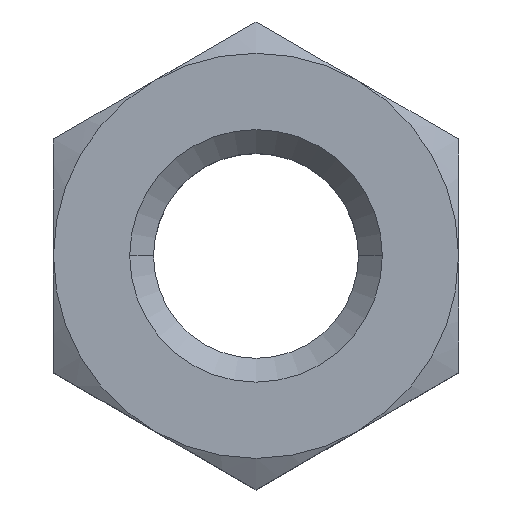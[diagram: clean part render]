
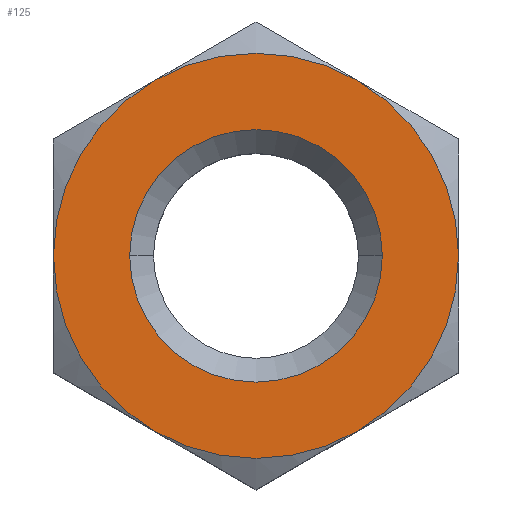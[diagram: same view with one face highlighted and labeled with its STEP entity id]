
A CAD part, top view. The second image highlights one B-rep face of the part: STEP entity #125.
In plain terms, the highlighted planar face has unit normal (0, 0, 1).
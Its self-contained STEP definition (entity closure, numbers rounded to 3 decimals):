
#8 = EDGE_CURVE ( 'NONE', #728, #725, #717, .T. ) ;
#12 = EDGE_CURVE ( 'NONE', #723, #700, #738, .T. ) ;
#18 = EDGE_CURVE ( 'NONE', #725, #714, #741, .T. ) ;
#34 = EDGE_CURVE ( 'NONE', #700, #723, #774, .T. ) ;
#47 = EDGE_CURVE ( 'NONE', #714, #695, #763, .T. ) ;
#48 = EDGE_CURVE ( 'NONE', #695, #705, #742, .T. ) ;
#50 = AXIS2_PLACEMENT_3D ( 'NONE', #220, #206, #210 ) ;
#52 = AXIS2_PLACEMENT_3D ( 'NONE', #345, #355, #346 ) ;
#54 = EDGE_CURVE ( 'NONE', #705, #698, #769, .T. ) ;
#57 = AXIS2_PLACEMENT_3D ( 'NONE', #299, #334, #303 ) ;
#64 = AXIS2_PLACEMENT_3D ( 'NONE', #173, #174, #175 ) ;
#67 = EDGE_CURVE ( 'NONE', #698, #728, #771, .T. ) ;
#69 = AXIS2_PLACEMENT_3D ( 'NONE', #341, #380, #336 ) ;
#74 = AXIS2_PLACEMENT_3D ( 'NONE', #244, #207, #234 ) ;
#83 = AXIS2_PLACEMENT_3D ( 'NONE', #421, #388, #425 ) ;
#86 = AXIS2_PLACEMENT_3D ( 'NONE', #417, #414, #415 ) ;
#112 = AXIS2_PLACEMENT_3D ( 'NONE', #444, #464, #450 ) ;
#125 = ADVANCED_FACE ( 'NONE', ( #789, #784 ), #449, .T. ) ;
#173 = CARTESIAN_POINT ( 'NONE',  ( 0., 0., 4. ) ) ;
#174 = DIRECTION ( 'NONE',  ( 0., 0., 1. ) ) ;
#175 = DIRECTION ( 'NONE',  ( 1., 0., 0. ) ) ;
#206 = DIRECTION ( 'NONE',  ( 0., 0., 1. ) ) ;
#207 = DIRECTION ( 'NONE',  ( 0., 0., -1. ) ) ;
#210 = DIRECTION ( 'NONE',  ( 1., 0., 0. ) ) ;
#220 = CARTESIAN_POINT ( 'NONE',  ( 0., 0., 4. ) ) ;
#234 = DIRECTION ( 'NONE',  ( 1., 0., 0. ) ) ;
#244 = CARTESIAN_POINT ( 'NONE',  ( 0., 0., 4. ) ) ;
#299 = CARTESIAN_POINT ( 'NONE',  ( 0., 0., 4. ) ) ;
#303 = DIRECTION ( 'NONE',  ( 1., 0., 0. ) ) ;
#334 = DIRECTION ( 'NONE',  ( 0., 0., -1. ) ) ;
#336 = DIRECTION ( 'NONE',  ( 1., 0., 0. ) ) ;
#341 = CARTESIAN_POINT ( 'NONE',  ( 0., 0., 4. ) ) ;
#345 = CARTESIAN_POINT ( 'NONE',  ( 0., 0., 4. ) ) ;
#346 = DIRECTION ( 'NONE',  ( 1., 0., 0. ) ) ;
#355 = DIRECTION ( 'NONE',  ( 0., 0., 1. ) ) ;
#380 = DIRECTION ( 'NONE',  ( 0., 0., 1. ) ) ;
#388 = DIRECTION ( 'NONE',  ( 0., 0., 1. ) ) ;
#414 = DIRECTION ( 'NONE',  ( 0., 0., 1. ) ) ;
#415 = DIRECTION ( 'NONE',  ( 1., 0., 0. ) ) ;
#417 = CARTESIAN_POINT ( 'NONE',  ( 0., 0., 4. ) ) ;
#421 = CARTESIAN_POINT ( 'NONE',  ( 0., 0., 4. ) ) ;
#425 = DIRECTION ( 'NONE',  ( 1., 0., 0. ) ) ;
#444 = CARTESIAN_POINT ( 'NONE',  ( 0., 0., 4. ) ) ;
#449 = PLANE ( 'NONE',  #112 ) ;
#450 = DIRECTION ( 'NONE',  ( 1., 0., 0. ) ) ;
#464 = DIRECTION ( 'NONE',  ( 0., 0., 1. ) ) ;
#473 = CARTESIAN_POINT ( 'NONE',  ( -8.5, 0., 4. ) ) ;
#483 = CARTESIAN_POINT ( 'NONE',  ( 4.25, -7.361, 4. ) ) ;
#504 = CARTESIAN_POINT ( 'NONE',  ( 5.3, 0., 4. ) ) ;
#523 = CARTESIAN_POINT ( 'NONE',  ( -5.3, 0., 4. ) ) ;
#545 = CARTESIAN_POINT ( 'NONE',  ( -4.25, 7.361, 4. ) ) ;
#546 = CARTESIAN_POINT ( 'NONE',  ( 8.5, 0., 4. ) ) ;
#547 = CARTESIAN_POINT ( 'NONE',  ( -4.25, -7.361, 4. ) ) ;
#552 = CARTESIAN_POINT ( 'NONE',  ( 4.25, 7.361, 4. ) ) ;
#570 = ORIENTED_EDGE ( 'NONE', *, *, #34, .T. ) ;
#574 = ORIENTED_EDGE ( 'NONE', *, *, #54, .T. ) ;
#595 = ORIENTED_EDGE ( 'NONE', *, *, #12, .T. ) ;
#606 = ORIENTED_EDGE ( 'NONE', *, *, #47, .T. ) ;
#609 = ORIENTED_EDGE ( 'NONE', *, *, #8, .T. ) ;
#625 = ORIENTED_EDGE ( 'NONE', *, *, #18, .T. ) ;
#629 = ORIENTED_EDGE ( 'NONE', *, *, #67, .T. ) ;
#636 = ORIENTED_EDGE ( 'NONE', *, *, #48, .T. ) ;
#660 = EDGE_LOOP ( 'NONE', ( #629, #609, #625, #606, #636, #574 ) ) ;
#695 = VERTEX_POINT ( 'NONE', #473 ) ;
#698 = VERTEX_POINT ( 'NONE', #483 ) ;
#700 = VERTEX_POINT ( 'NONE', #523 ) ;
#702 = EDGE_LOOP ( 'NONE', ( #595, #570 ) ) ;
#705 = VERTEX_POINT ( 'NONE', #547 ) ;
#714 = VERTEX_POINT ( 'NONE', #545 ) ;
#717 = CIRCLE ( 'NONE', #64, 8.5 ) ;
#723 = VERTEX_POINT ( 'NONE', #504 ) ;
#725 = VERTEX_POINT ( 'NONE', #552 ) ;
#728 = VERTEX_POINT ( 'NONE', #546 ) ;
#738 = CIRCLE ( 'NONE', #74, 5.3 ) ;
#741 = CIRCLE ( 'NONE', #50, 8.5 ) ;
#742 = CIRCLE ( 'NONE', #69, 8.5 ) ;
#763 = CIRCLE ( 'NONE', #52, 8.5 ) ;
#769 = CIRCLE ( 'NONE', #83, 8.5 ) ;
#771 = CIRCLE ( 'NONE', #86, 8.5 ) ;
#774 = CIRCLE ( 'NONE', #57, 5.3 ) ;
#784 = FACE_OUTER_BOUND ( 'NONE', #660, .T. ) ;
#789 = FACE_BOUND ( 'NONE', #702, .T. ) ;
